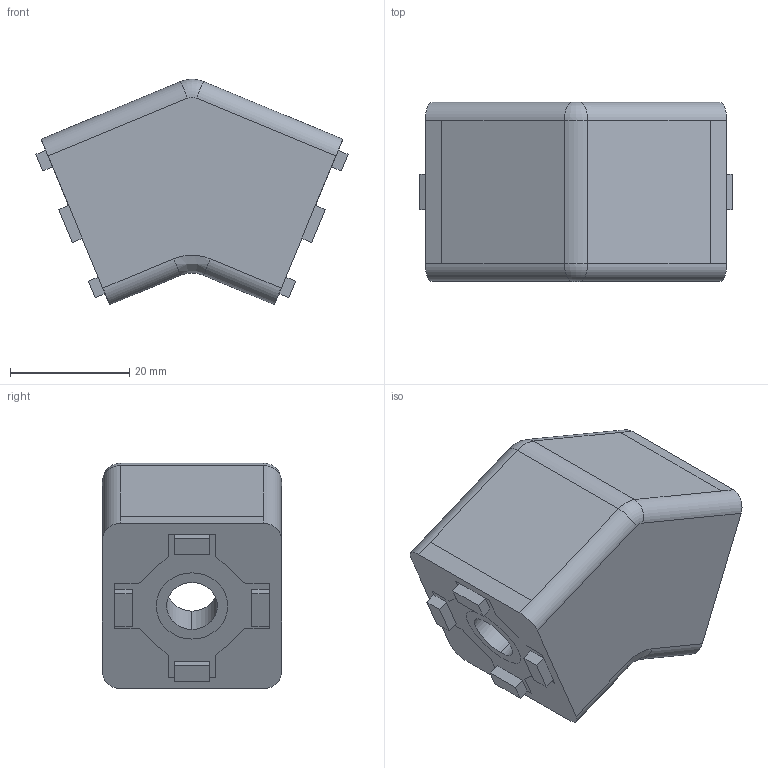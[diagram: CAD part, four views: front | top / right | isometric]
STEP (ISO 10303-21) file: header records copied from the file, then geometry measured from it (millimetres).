
FILE_DESCRIPTION (( 'STEP AP203' ), '1' );
FILE_NAME ('AL-315.0200A.01 Óãëîâîé ñîåäèíèòåëü 30õ30, 45 ãðàäóñîâ, 30 ñåðèÿ.STEP', '2024-10-18T04:54:10', ( '' ), ( '' ), 'SwSTEP 2.0', 'SolidWorks 2021', '' );
FILE_SCHEMA (( 'CONFIG_CONTROL_DESIGN' ));
Length unit declared in the file: millimetre
Products named in the file (1): AL-315.0200A.01 Óãëîâîé ñîåäèíèòåëü 30õ30, 45 ãðàäóñîâ, 30 ñåðèÿ
Bounding box: 52.35 x 30 x 37.76 mm (x, y, z)
Surface area: 14635.2 mm2 (no closed solid volume)
Topology: 0 solids, 4 shells, 238 faces, 618 edges, 398 vertices
Faces by surface type: plane 190, cylinder 44, bspline 2, torus 2
Entity records: 7247 total; most frequent: CARTESIAN_POINT 1401, ORIENTED_EDGE 1232, DIRECTION 1118, EDGE_CURVE 618, VECTOR 524, LINE 524, VERTEX_POINT 398, AXIS2_PLACEMENT_3D 297
